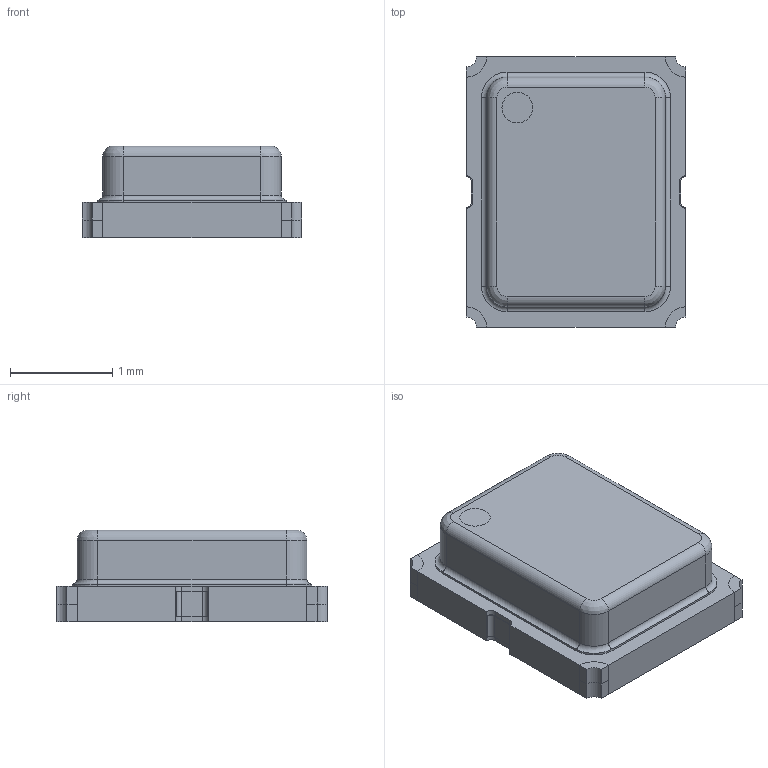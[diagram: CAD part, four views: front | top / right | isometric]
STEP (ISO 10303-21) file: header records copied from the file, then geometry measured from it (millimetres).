
FILE_DESCRIPTION(/* description */ (''),/* implementation_level */ '2;1');
FILE_NAME(/* name */ 'OSC_EPSON_SG-210STF.stp',/* time_stamp */ '2017-06-12T11:28:00+02:00',/* author */ ('jchouvet'),/* organization */ (''),/* preprocessor_version */ 'ST-DEVELOPER v16.1',/* originating_system */ 'AutoCAD Mechanical',/* authorisation */ '');
FILE_SCHEMA (('AUTOMOTIVE_DESIGN { 1 0 10303 214 3 1 1 }'));
Length unit declared in the file: millimetre
Products named in the file (1): Product
Bounding box: 2.15 x 2.65 x 0.9 mm (x, y, z)
Volume: 4.1 mm3; surface area: 42.8 mm2
Topology: 18 solids, 18 shells, 177 faces, 404 edges, 264 vertices
Faces by surface type: plane 115, cylinder 54, bspline 4, torus 4
Full cylindrical faces by diameter (mm): 0.3 x2
Entity records: 5009 total; most frequent: CARTESIAN_POINT 876, DIRECTION 874, ORIENTED_EDGE 804, EDGE_CURVE 402, AXIS2_PLACEMENT_3D 298, LINE 278, VECTOR 278, VERTEX_POINT 264
